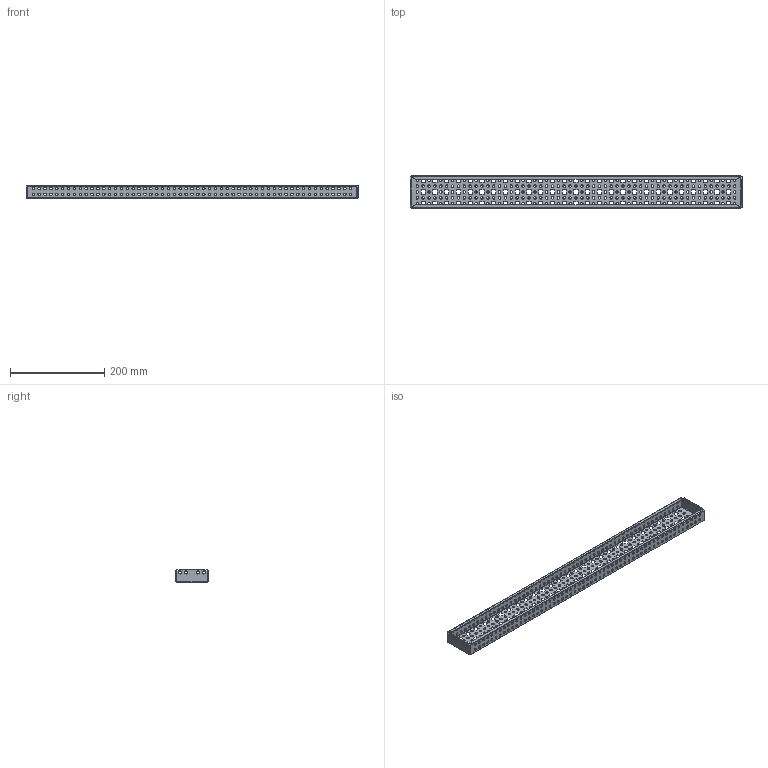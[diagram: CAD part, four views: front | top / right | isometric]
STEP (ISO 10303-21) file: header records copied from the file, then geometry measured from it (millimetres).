
FILE_DESCRIPTION (( 'STEP AP203' ), '1' );
FILE_NAME ('YKM40D-FO-VRB-080 ÀÃÈÅ 275.00.008 Ìîíòàæíàÿ ðåéêà òèï Â 800.STEP', '2020-12-15T09:51:40', ( '' ), ( '' ), 'SwSTEP 2.0', 'SolidWorks 2017', '' );
FILE_SCHEMA (( 'CONFIG_CONTROL_DESIGN' ));
Length unit declared in the file: millimetre
Products named in the file (1): YKM40D-FO-VRB-080  ÀÃÈÅ 275.00.008 Ìîíòàæíàÿ ðåéêà òèï Â 800
Bounding box: 706 x 69 x 27 mm (x, y, z)
Volume: 118054.9 mm3; surface area: 172074 mm2
Topology: 1 solids, 1 shells, 792 faces, 2582 edges, 1792 vertices
Faces by surface type: cylinder 422, plane 370
Full cylindrical faces by diameter (mm): 5.4 x414, 6.5 x8
Entity records: 26845 total; most frequent: DIRECTION 4370, CARTESIAN_POINT 4305, ORIENTED_EDGE 3880, EDGE_LOOP 2220, EDGE_CURVE 1940, AXIS2_PLACEMENT_3D 1637, VERTEX_POINT 1572, FACE_OUTER_BOUND 1214
